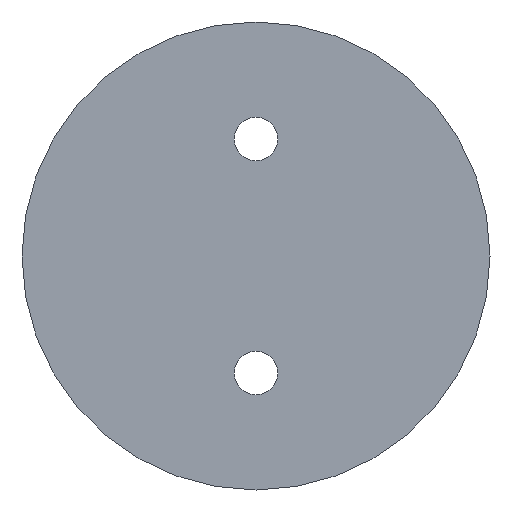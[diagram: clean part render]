
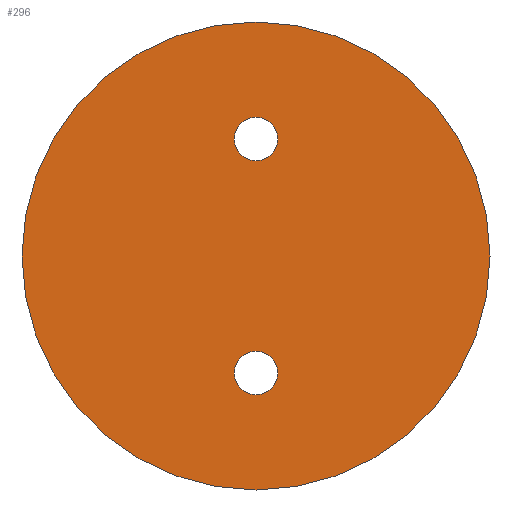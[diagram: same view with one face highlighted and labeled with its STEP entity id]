
A CAD part, front view. The second image highlights one B-rep face of the part: STEP entity #296.
In plain terms, the highlighted planar face has unit normal (0, -1, 0).
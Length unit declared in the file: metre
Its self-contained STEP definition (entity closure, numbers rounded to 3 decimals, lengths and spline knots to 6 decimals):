
#16=CIRCLE('',#332,0.015);
#18=CIRCLE('',#335,0.0014);
#19=CIRCLE('',#336,0.0014);
#81=ORIENTED_EDGE('',*,*,#125,.F.);
#82=ORIENTED_EDGE('',*,*,#126,.F.);
#83=ORIENTED_EDGE('',*,*,#123,.T.);
#123=EDGE_CURVE('',#149,#149,#16,.T.);
#125=EDGE_CURVE('',#151,#151,#18,.T.);
#126=EDGE_CURVE('',#152,#152,#19,.T.);
#149=VERTEX_POINT('',#491);
#151=VERTEX_POINT('',#496);
#152=VERTEX_POINT('',#498);
#224=EDGE_LOOP('',(#81));
#225=EDGE_LOOP('',(#82));
#226=EDGE_LOOP('',(#83));
#256=FACE_BOUND('',#224,.T.);
#257=FACE_BOUND('',#225,.T.);
#258=FACE_BOUND('',#226,.T.);
#279=PLANE('',#334);
#296=ADVANCED_FACE('',(#256,#257,#258),#279,.T.);
#332=AXIS2_PLACEMENT_3D('',#490,#406,#407);
#334=AXIS2_PLACEMENT_3D('',#494,#410,#411);
#335=AXIS2_PLACEMENT_3D('',#495,#412,#413);
#336=AXIS2_PLACEMENT_3D('',#497,#414,#415);
#406=DIRECTION('',(0.,-1.,0.));
#407=DIRECTION('',(0.,0.,-1.));
#410=DIRECTION('',(0.,-1.,0.));
#411=DIRECTION('',(1.,0.,0.));
#412=DIRECTION('',(0.,-1.,0.));
#413=DIRECTION('',(0.,0.,-1.));
#414=DIRECTION('',(0.,-1.,0.));
#415=DIRECTION('',(0.,0.,-1.));
#490=CARTESIAN_POINT('',(0.05,-0.101,0.121));
#491=CARTESIAN_POINT('',(0.05,-0.101,0.106));
#494=CARTESIAN_POINT('',(0.05,-0.101,0.121));
#495=CARTESIAN_POINT('',(0.05,-0.101,0.1285));
#496=CARTESIAN_POINT('',(0.05,-0.101,0.1271));
#497=CARTESIAN_POINT('',(0.05,-0.101,0.1135));
#498=CARTESIAN_POINT('',(0.05,-0.101,0.1121));
